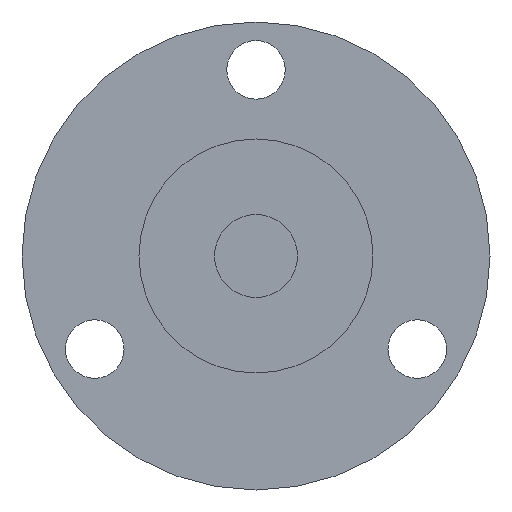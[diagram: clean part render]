
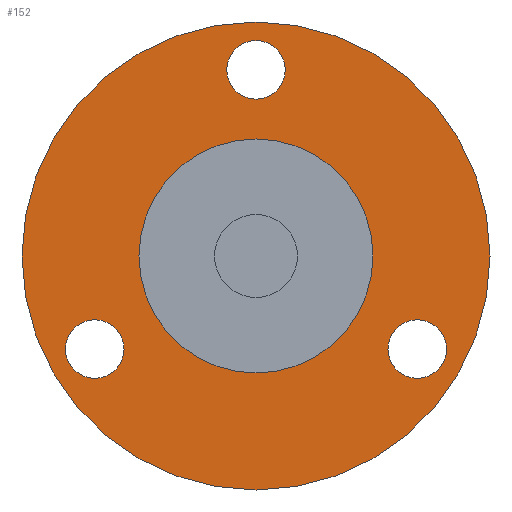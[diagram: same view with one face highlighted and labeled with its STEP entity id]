
A CAD part, front view. The second image highlights one B-rep face of the part: STEP entity #152.
In plain terms, the highlighted planar face has unit normal (0, -1, 0).
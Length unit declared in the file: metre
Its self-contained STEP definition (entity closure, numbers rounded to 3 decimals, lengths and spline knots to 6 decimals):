
#12=PLANE('',#181);
#21=ORIENTED_EDGE('',*,*,#46,.T.);
#22=ORIENTED_EDGE('',*,*,#48,.T.);
#23=ORIENTED_EDGE('',*,*,#49,.T.);
#24=ORIENTED_EDGE('',*,*,#50,.T.);
#25=ORIENTED_EDGE('',*,*,#51,.F.);
#46=EDGE_CURVE('',#60,#60,#74,.T.);
#48=EDGE_CURVE('',#62,#62,#76,.T.);
#49=EDGE_CURVE('',#63,#63,#77,.T.);
#50=EDGE_CURVE('',#64,#64,#78,.T.);
#51=EDGE_CURVE('',#65,#65,#79,.T.);
#60=VERTEX_POINT('',#260);
#62=VERTEX_POINT('',#265);
#63=VERTEX_POINT('',#268);
#64=VERTEX_POINT('',#270);
#65=VERTEX_POINT('',#272);
#74=CIRCLE('',#177,0.00275);
#76=CIRCLE('',#180,0.00275);
#77=CIRCLE('',#182,0.00275);
#78=CIRCLE('',#183,0.022);
#79=CIRCLE('',#184,0.011);
#91=EDGE_LOOP('',(#21));
#92=EDGE_LOOP('',(#22));
#93=EDGE_LOOP('',(#23));
#94=EDGE_LOOP('',(#24));
#95=EDGE_LOOP('',(#25));
#119=FACE_BOUND('',#91,.T.);
#120=FACE_BOUND('',#92,.T.);
#121=FACE_BOUND('',#93,.T.);
#122=FACE_BOUND('',#94,.T.);
#123=FACE_BOUND('',#95,.T.);
#152=ADVANCED_FACE('',(#119,#120,#121,#122,#123),#12,.T.);
#177=AXIS2_PLACEMENT_3D('',#259,#207,#208);
#180=AXIS2_PLACEMENT_3D('',#264,#213,#214);
#181=AXIS2_PLACEMENT_3D('',#266,#215,#216);
#182=AXIS2_PLACEMENT_3D('',#267,#217,#218);
#183=AXIS2_PLACEMENT_3D('',#269,#219,#220);
#184=AXIS2_PLACEMENT_3D('',#271,#221,#222);
#207=DIRECTION('',(0.,1.,0.));
#208=DIRECTION('',(-0.866,0.,-0.5));
#213=DIRECTION('',(0.,1.,0.));
#214=DIRECTION('',(0.866,0.,-0.5));
#215=DIRECTION('',(0.,-1.,0.));
#216=DIRECTION('',(0.,0.,-1.));
#217=DIRECTION('',(0.,1.,0.));
#218=DIRECTION('',(0.,0.,1.));
#219=DIRECTION('',(0.,-1.,0.));
#220=DIRECTION('',(0.,0.,-1.));
#221=DIRECTION('',(0.,-1.,0.));
#222=DIRECTION('',(0.,0.,-1.));
#259=CARTESIAN_POINT('',(-0.015155,0.001427,-0.00875));
#260=CARTESIAN_POINT('',(-0.017537,0.001427,-0.010125));
#264=CARTESIAN_POINT('',(0.015155,0.001427,-0.00875));
#265=CARTESIAN_POINT('',(0.017537,0.001427,-0.010125));
#266=CARTESIAN_POINT('',(0.,0.001427,0.0165));
#267=CARTESIAN_POINT('',(0.,0.001427,0.0175));
#268=CARTESIAN_POINT('',(0.,0.001427,0.02025));
#269=CARTESIAN_POINT('',(0.,0.001427,0.));
#270=CARTESIAN_POINT('',(0.,0.001427,-0.022));
#271=CARTESIAN_POINT('',(0.,0.001427,0.));
#272=CARTESIAN_POINT('',(0.,0.001427,-0.011));
